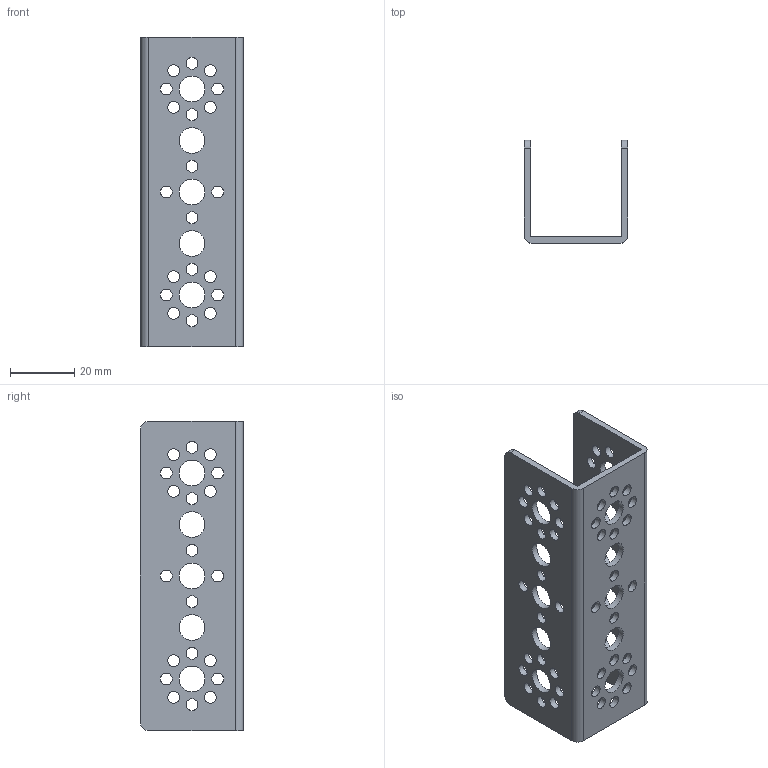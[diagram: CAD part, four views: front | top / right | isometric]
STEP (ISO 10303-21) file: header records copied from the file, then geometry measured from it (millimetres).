
FILE_DESCRIPTION(/* description */ (''),/* implementation_level */ '2;1');
FILE_NAME(/* name */ 'Tetrix_739066.ipt.stp',/* time_stamp */ '2014-12-18T17:46:10-08:00',/* author */ ('Autodesk Inc.'),/* organization */ ('Autodesk Inc.'),/* preprocessor_version */ 'ST-DEVELOPER v15.6',/* originating_system */ 'Autodesk Inventor 2015',/* authorisation */ '');
FILE_SCHEMA (('AUTOMOTIVE_DESIGN { 1 0 10303 214 3 1 1 }'));
Length unit declared in the file: millimetre
Products named in the file (1): Tetrix_739066
Bounding box: 32 x 32 x 96 mm (x, y, z)
Volume: 14597.5 mm3; surface area: 17535.9 mm2
Topology: 1 solids, 1 shells, 91 faces, 267 edges, 178 vertices
Faces by surface type: cylinder 81, plane 10
Full cylindrical faces by diameter (mm): 3.7 x60, 8 x15
Entity records: 3170 total; most frequent: DIRECTION 538, CARTESIAN_POINT 462, ORIENTED_EDGE 384, EDGE_LOOP 316, AXIS2_PLACEMENT_3D 254, FACE_BOUND 225, EDGE_CURVE 192, VERTEX_POINT 178
